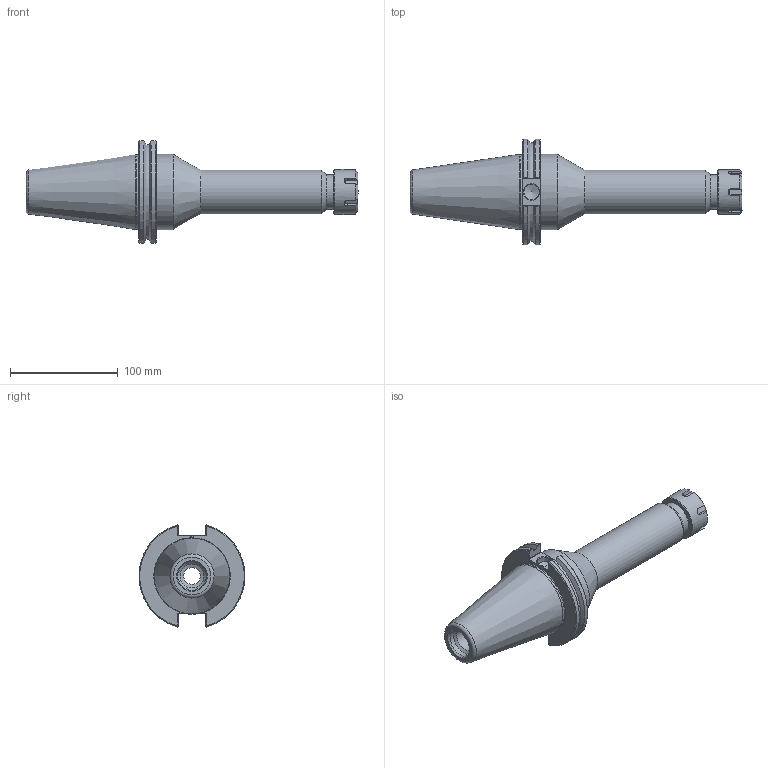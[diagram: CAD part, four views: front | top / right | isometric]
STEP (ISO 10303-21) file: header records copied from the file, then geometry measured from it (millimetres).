
FILE_DESCRIPTION((''),'2;1');
FILE_NAME('C50-25ER812.stp','2014-08-01T09:14:49',('kaykin'),(''),'Autodesk Inventor 2012','Autodesk Inventor 2012','');
FILE_SCHEMA(('AUTOMOTIVE_DESIGN { 1 0 10303 214 1 1 1 1 }'));
Length unit declared in the file: inch
Products named in the file (3): C50-25ER812; C50-25ER8-1; 25ERPN
Assembly tree (2 placements, depth 2):
  C50-25ER812
    C50-25ER8-1
    25ERPN
Bounding box: 307.85 x 98.06 x 94.71 mm (x, y, z)
Volume: 566635.8 mm3; surface area: 82819.4 mm2
Topology: 2 solids, 2 shells, 127 faces, 318 edges, 199 vertices
Faces by surface type: plane 50, cone 35, cylinder 34, torus 8
Full cylindrical faces by diameter (mm): 14.3 x1, 15.748 x1, 18.034 x1, 20.599 x1, 21.946 x1, 21.971 x1, 24.13 x1, 26.086 x1, 26.365 x1, 30.912 x1, 32 x1, 32.512 x1, 40.513 x1, 41.732 x1, 69.342 x1, 69.85 x1
Entity records: 3721 total; most frequent: CARTESIAN_POINT 810, DIRECTION 568, ORIENTED_EDGE 530, EDGE_CURVE 265, AXIS2_PLACEMENT_3D 229, VERTEX_POINT 191, EDGE_LOOP 180, FACE_OUTER_BOUND 127
